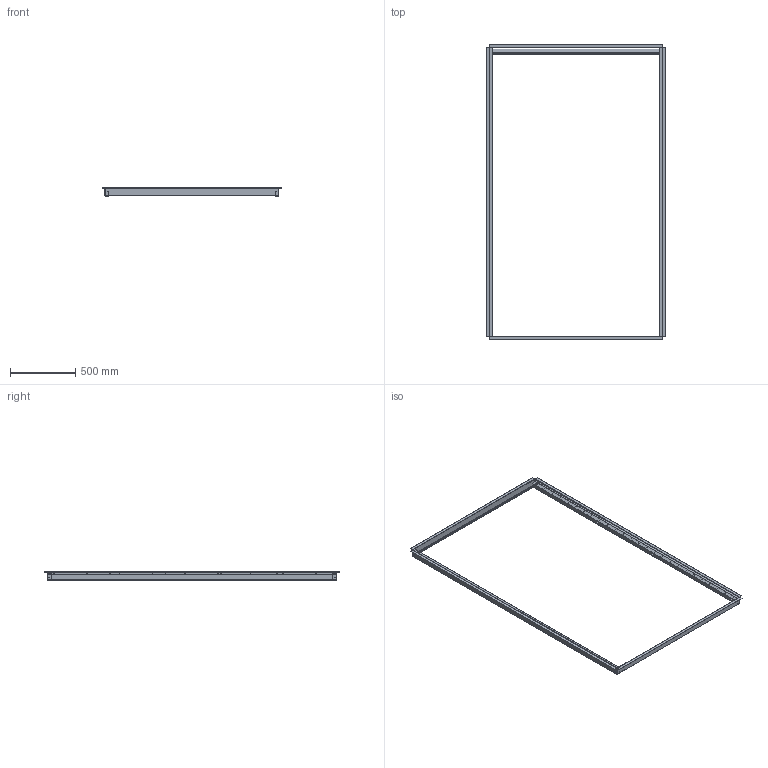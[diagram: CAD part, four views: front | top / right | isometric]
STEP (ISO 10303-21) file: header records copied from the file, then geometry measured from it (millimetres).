
FILE_DESCRIPTION (( 'STEP AP214' ), '1' );
FILE_NAME ('louvers_asm (1).STEP', '2023-07-22T20:00:52', ( '' ), ( '' ), 'SwSTEP 2.0', 'SolidWorks 2020', '' );
FILE_SCHEMA (( 'AUTOMOTIVE_DESIGN' ));
Length unit declared in the file: millimetre
Products named in the file (8): PRT_0015-M_Ex_Split_Carriage.STEP; PRT_0014-M_Ex_Louver_Split.STEP; louvers_asm (1).STEP; louvers_asm (1); PRT_0017-M_Ex_Louver_Frame_Beam.STEP; PRT_0019-M_Ex_Split_2.STEP; PRT_0020-M_Ex_Louver_Frame-2.STEP; PRT_0016-M_Ex_Louver_Frame.STEP
Assembly tree (8 placements, depth 3):
  louvers_asm (1)
    louvers_asm (1).STEP
      PRT_0015-M_Ex_Split_Carriage.STEP
      PRT_0016-M_Ex_Louver_Frame.STEP
      PRT_0017-M_Ex_Louver_Frame_Beam.STEP  x2
      PRT_0014-M_Ex_Louver_Split.STEP
      PRT_0020-M_Ex_Louver_Frame-2.STEP
      PRT_0019-M_Ex_Split_2.STEP
Bounding box: 1373.48 x 2260.6 x 61.3 mm (x, y, z)
Volume: 2004192.2 mm3; surface area: 3153869.6 mm2
Topology: 8 solids, 8 shells, 1268 faces, 3408 edges, 2000 vertices
Faces by surface type: plane 668, cylinder 444, bspline 156
Entity records: 39777 total; most frequent: CARTESIAN_POINT 9746, ORIENTED_EDGE 6600, DIRECTION 5688, EDGE_CURVE 3300, LINE 2444, VECTOR 2444, VERTEX_POINT 1936, AXIS2_PLACEMENT_3D 1622
